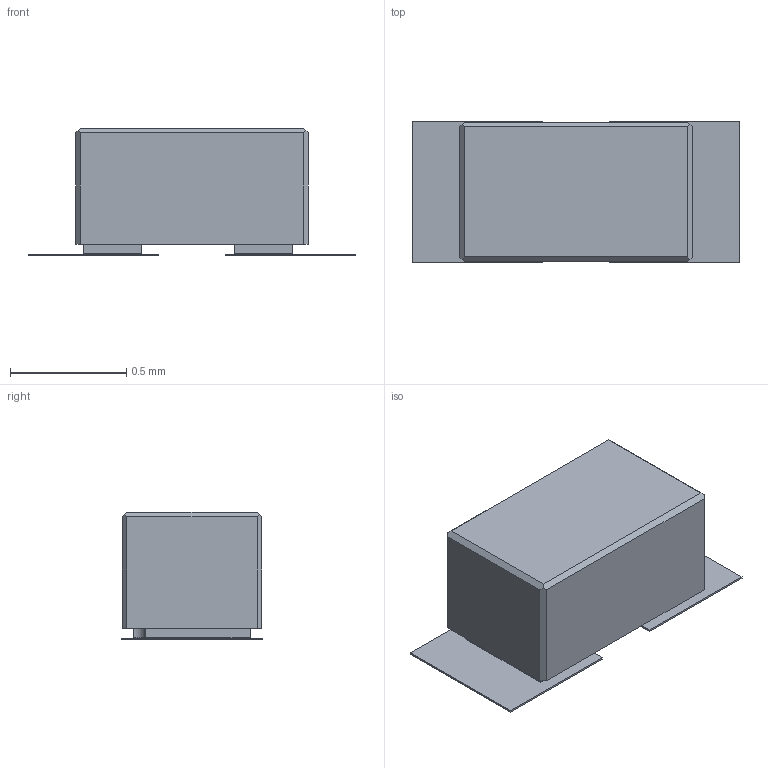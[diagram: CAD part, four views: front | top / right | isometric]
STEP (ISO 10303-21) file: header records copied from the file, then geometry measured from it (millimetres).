
FILE_DESCRIPTION (( 'STEP AP203' ), '1' );
FILE_NAME ('090-0172-000_1.step_Default_sldprt.STEP', '2020-11-13T20:11:12', ( '' ), ( '' ), 'SwSTEP 2.0', 'SolidWorks 2019', '' );
FILE_SCHEMA (( 'CONFIG_CONTROL_DESIGN' ));
Length unit declared in the file: inch
Products named in the file (1): 090-0172-000_1.step_Default_sldprt
Bounding box: 1.41 x 0.61 x 0.55 mm (x, y, z)
Volume: 0.3 mm3; surface area: 4.3 mm2
Topology: 3 solids, 3 shells, 37 faces, 87 edges, 58 vertices
Faces by surface type: plane 36, cylinder 1
Entity records: 1118 total; most frequent: CARTESIAN_POINT 183, ORIENTED_EDGE 174, DIRECTION 165, EDGE_CURVE 87, LINE 85, VECTOR 85, VERTEX_POINT 58, AXIS2_PLACEMENT_3D 40
